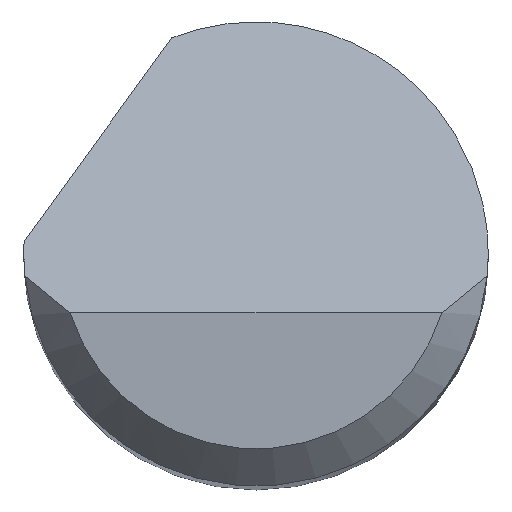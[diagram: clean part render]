
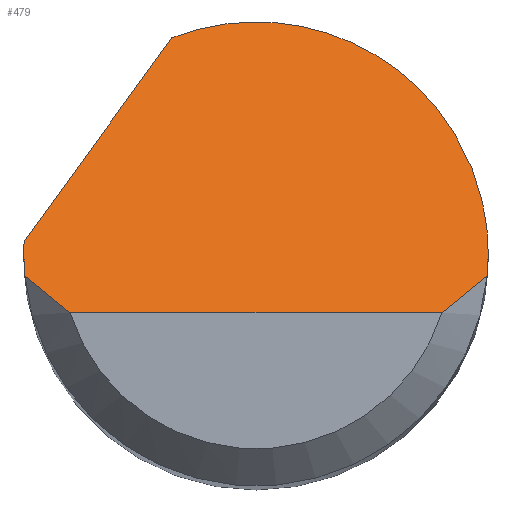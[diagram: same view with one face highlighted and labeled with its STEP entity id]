
A CAD part, top view. The second image highlights one B-rep face of the part: STEP entity #479.
In plain terms, the highlighted planar face has unit normal (0, 0.707, 0.707).
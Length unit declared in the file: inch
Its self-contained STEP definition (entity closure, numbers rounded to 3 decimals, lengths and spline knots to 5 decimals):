
#5 = CARTESIAN_POINT ( 'NONE',  ( 0.09375, 0.07266, 1.40359 ) ) ;
#9 = DIRECTION ( 'NONE',  ( 0.456, 0.629, -0.629 ) ) ;
#13 = ORIENTED_EDGE ( 'NONE', *, *, #538, .T. ) ;
#33 = B_SPLINE_CURVE_WITH_KNOTS ( 'NONE', 3,
 ( #901, #1197, #520, #1009 ),
 .UNSPECIFIED., .F., .F.,
 ( 4, 4 ),
 ( 0., 0.00071 ),
 .UNSPECIFIED. ) ;
#72 = CARTESIAN_POINT ( 'NONE',  ( 0.09361, -0.00584, 1.48209 ) ) ;
#85 = CARTESIAN_POINT ( 'NONE',  ( -0.08157, -0.019, 1.49525 ) ) ;
#107 = PLANE ( 'NONE',  #352 ) ;
#116 = CARTESIAN_POINT ( 'NONE',  ( -0.07508, -0.02375, 1.5 ) ) ;
#139 = EDGE_LOOP ( 'NONE', ( #13, #946, #1044, #375, #1230, #849, #700, #388 ) ) ;
#161 = VERTEX_POINT ( 'NONE', #493 ) ;
#162 = CARTESIAN_POINT ( 'NONE',  ( -0.09375, 0., 1.47625 ) ) ;
#165 = CARTESIAN_POINT ( 'NONE',  ( -0.09362, 0.005, 1.47125 ) ) ;
#172 = EDGE_CURVE ( 'NONE', #433, #710, #218, .T. ) ;
#180 = CARTESIAN_POINT ( 'NONE',  ( 0.09375, 0., 1.47625 ) ) ;
#195 = DIRECTION ( 'NONE',  ( 0., -0.707, -0.707 ) ) ;
#212 = EDGE_CURVE ( 'NONE', #257, #779, #699, .T. ) ;
#215 = CARTESIAN_POINT ( 'NONE',  ( -0.09375, -0.00292, 1.47917 ) ) ;
#218 = B_SPLINE_CURVE_WITH_KNOTS ( 'NONE', 3,
 ( #688, #1093, #85, #116 ),
 .UNSPECIFIED., .F., .F.,
 ( 4, 4 ),
 ( 0., 0.00071 ),
 .UNSPECIFIED. ) ;
#224 = CARTESIAN_POINT ( 'NONE',  ( -0.07508, -0.02375, 1.5 ) ) ;
#237 = LINE ( 'NONE', #820, #1243 ) ;
#244 =( BOUNDED_CURVE ( )  B_SPLINE_CURVE ( 3, ( #475, #870, #481, #165 ),
 .UNSPECIFIED., .F., .T. ) 
 B_SPLINE_CURVE_WITH_KNOTS ( ( 4, 4 ),
 ( 4.71239, 4.76575 ),
 .UNSPECIFIED. ) 
 CURVE ( )  GEOMETRIC_REPRESENTATION_ITEM ( )  RATIONAL_B_SPLINE_CURVE ( ( 1., 1., 1., 1. ) ) 
 REPRESENTATION_ITEM ( '' )  );
#257 = VERTEX_POINT ( 'NONE', #306 ) ;
#289 = FACE_OUTER_BOUND ( 'NONE', #139, .T. ) ;
#306 = CARTESIAN_POINT ( 'NONE',  ( -0.09362, 0.005, 1.47125 ) ) ;
#341 = EDGE_CURVE ( 'NONE', #433, #368, #588, .T. ) ;
#352 = AXIS2_PLACEMENT_3D ( 'NONE', #794, #195, #1095 ) ;
#366 = CARTESIAN_POINT ( 'NONE',  ( 0.09334, -0.00875, 1.485 ) ) ;
#368 = VERTEX_POINT ( 'NONE', #162 ) ;
#375 = ORIENTED_EDGE ( 'NONE', *, *, #397, .F. ) ;
#384 = CARTESIAN_POINT ( 'NONE',  ( -0.09334, -0.00875, 1.485 ) ) ;
#388 = ORIENTED_EDGE ( 'NONE', *, *, #172, .T. ) ;
#397 = EDGE_CURVE ( 'NONE', #779, #161, #460, .T. ) ;
#432 = CARTESIAN_POINT ( 'NONE',  ( 0.09334, -0.00875, 1.485 ) ) ;
#433 = VERTEX_POINT ( 'NONE', #384 ) ;
#460 =( BOUNDED_CURVE ( )  B_SPLINE_CURVE ( 3, ( #873, #997, #5, #879 ),
 .UNSPECIFIED., .F., .T. ) 
 B_SPLINE_CURVE_WITH_KNOTS ( ( 4, 4 ),
 ( 5.91277, 7.85398 ),
 .UNSPECIFIED. ) 
 CURVE ( )  GEOMETRIC_REPRESENTATION_ITEM ( )  RATIONAL_B_SPLINE_CURVE ( ( 1., 0.71, 0.71, 1. ) ) 
 REPRESENTATION_ITEM ( '' )  );
#473 = CARTESIAN_POINT ( 'NONE',  ( -0.11014, -0.01781, 1.49406 ) ) ;
#475 = CARTESIAN_POINT ( 'NONE',  ( -0.09375, 0., 1.47625 ) ) ;
#479 = ADVANCED_FACE ( 'NONE', ( #289 ), #107, .F. ) ;
#481 = CARTESIAN_POINT ( 'NONE',  ( -0.09371, 0.00333, 1.47292 ) ) ;
#493 = CARTESIAN_POINT ( 'NONE',  ( 0.09375, 0., 1.47625 ) ) ;
#520 = CARTESIAN_POINT ( 'NONE',  ( 0.08761, -0.01397, 1.49022 ) ) ;
#530 = EDGE_CURVE ( 'NONE', #631, #677, #33, .T. ) ;
#538 = EDGE_CURVE ( 'NONE', #710, #631, #237, .T. ) ;
#588 =( BOUNDED_CURVE ( )  B_SPLINE_CURVE ( 3, ( #822, #736, #215, #1027 ),
 .UNSPECIFIED., .F., .T. ) 
 B_SPLINE_CURVE_WITH_KNOTS ( ( 4, 4 ),
 ( 4.61892, 4.71239 ),
 .UNSPECIFIED. ) 
 CURVE ( )  GEOMETRIC_REPRESENTATION_ITEM ( )  RATIONAL_B_SPLINE_CURVE ( ( 1., 0.999, 0.999, 1. ) ) 
 REPRESENTATION_ITEM ( '' )  );
#631 = VERTEX_POINT ( 'NONE', #1023 ) ;
#647 = DIRECTION ( 'NONE',  ( 1., 0., 0. ) ) ;
#677 = VERTEX_POINT ( 'NONE', #432 ) ;
#688 = CARTESIAN_POINT ( 'NONE',  ( -0.09334, -0.00875, 1.485 ) ) ;
#699 = LINE ( 'NONE', #473, #1222 ) ;
#700 = ORIENTED_EDGE ( 'NONE', *, *, #341, .F. ) ;
#710 = VERTEX_POINT ( 'NONE', #224 ) ;
#734 = EDGE_CURVE ( 'NONE', #161, #677, #1077, .T. ) ;
#736 = CARTESIAN_POINT ( 'NONE',  ( -0.09361, -0.00584, 1.48209 ) ) ;
#779 = VERTEX_POINT ( 'NONE', #966 ) ;
#793 = EDGE_CURVE ( 'NONE', #368, #257, #244, .T. ) ;
#794 = CARTESIAN_POINT ( 'NONE',  ( -0.09375, -0.02375, 1.5 ) ) ;
#820 = CARTESIAN_POINT ( 'NONE',  ( 0., -0.02375, 1.5 ) ) ;
#822 = CARTESIAN_POINT ( 'NONE',  ( -0.09334, -0.00875, 1.485 ) ) ;
#849 = ORIENTED_EDGE ( 'NONE', *, *, #793, .F. ) ;
#870 = CARTESIAN_POINT ( 'NONE',  ( -0.09375, 0.00167, 1.47458 ) ) ;
#873 = CARTESIAN_POINT ( 'NONE',  ( -0.03394, 0.08739, 1.38886 ) ) ;
#879 = CARTESIAN_POINT ( 'NONE',  ( 0.09375, 0., 1.47625 ) ) ;
#901 = CARTESIAN_POINT ( 'NONE',  ( 0.07508, -0.02375, 1.5 ) ) ;
#946 = ORIENTED_EDGE ( 'NONE', *, *, #530, .T. ) ;
#966 = CARTESIAN_POINT ( 'NONE',  ( -0.03394, 0.08739, 1.38886 ) ) ;
#997 = CARTESIAN_POINT ( 'NONE',  ( 0.03379, 0.11369, 1.36256 ) ) ;
#1009 = CARTESIAN_POINT ( 'NONE',  ( 0.09334, -0.00875, 1.485 ) ) ;
#1023 = CARTESIAN_POINT ( 'NONE',  ( 0.07508, -0.02375, 1.5 ) ) ;
#1027 = CARTESIAN_POINT ( 'NONE',  ( -0.09375, 0., 1.47625 ) ) ;
#1044 = ORIENTED_EDGE ( 'NONE', *, *, #734, .F. ) ;
#1063 = CARTESIAN_POINT ( 'NONE',  ( 0.09375, -0.00292, 1.47917 ) ) ;
#1077 =( BOUNDED_CURVE ( )  B_SPLINE_CURVE ( 3, ( #180, #1063, #72, #366 ),
 .UNSPECIFIED., .F., .T. ) 
 B_SPLINE_CURVE_WITH_KNOTS ( ( 4, 4 ),
 ( 1.5708, 1.66427 ),
 .UNSPECIFIED. ) 
 CURVE ( )  GEOMETRIC_REPRESENTATION_ITEM ( )  RATIONAL_B_SPLINE_CURVE ( ( 1., 0.999, 0.999, 1. ) ) 
 REPRESENTATION_ITEM ( '' )  );
#1093 = CARTESIAN_POINT ( 'NONE',  ( -0.08761, -0.01397, 1.49022 ) ) ;
#1095 = DIRECTION ( 'NONE',  ( 0., 0.707, -0.707 ) ) ;
#1197 = CARTESIAN_POINT ( 'NONE',  ( 0.08157, -0.019, 1.49525 ) ) ;
#1222 = VECTOR ( 'NONE', #9, 39.37008 ) ;
#1230 = ORIENTED_EDGE ( 'NONE', *, *, #212, .F. ) ;
#1243 = VECTOR ( 'NONE', #647, 39.37008 ) ;
